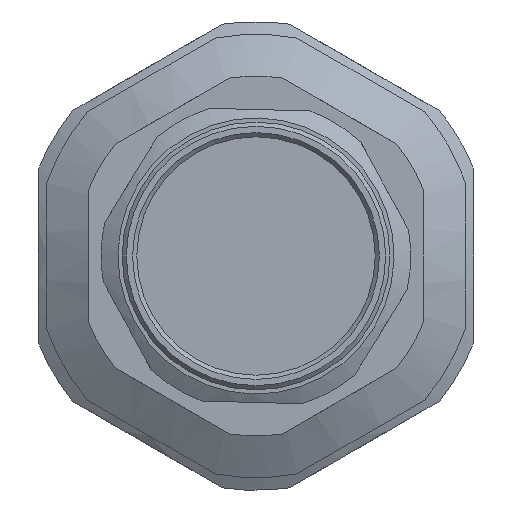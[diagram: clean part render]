
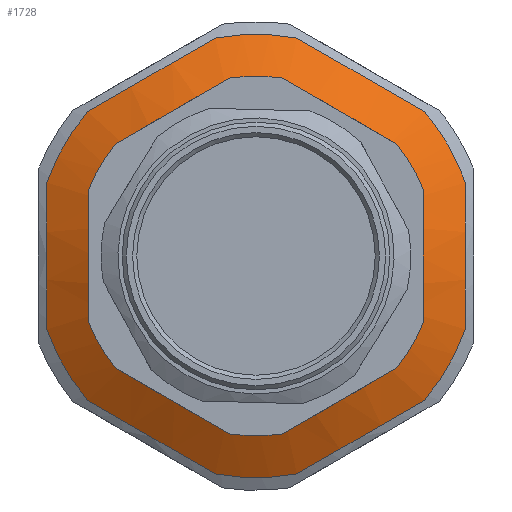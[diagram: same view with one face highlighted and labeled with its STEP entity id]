
A CAD part, left-side view. The second image highlights one B-rep face of the part: STEP entity #1728.
In plain terms, the highlighted conical face has half-angle 60 degrees and reference radius 22.95 mm.
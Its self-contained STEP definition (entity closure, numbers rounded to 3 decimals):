
#71=CONICAL_SURFACE('',#1930,22.95,1.047);
#110=(
BOUNDED_CURVE()
B_SPLINE_CURVE(2,(#3411,#3412,#3413),.UNSPECIFIED.,.F.,.F.)
B_SPLINE_CURVE_WITH_KNOTS((3,3),(0.,1.766),.UNSPECIFIED.)
CURVE()
GEOMETRIC_REPRESENTATION_ITEM()
RATIONAL_B_SPLINE_CURVE((1.,1.06,1.))
REPRESENTATION_ITEM('')
);
#112=(
BOUNDED_CURVE()
B_SPLINE_CURVE(2,(#3424,#3425,#3426),.UNSPECIFIED.,.F.,.F.)
B_SPLINE_CURVE_WITH_KNOTS((3,3),(0.,1.766),.UNSPECIFIED.)
CURVE()
GEOMETRIC_REPRESENTATION_ITEM()
RATIONAL_B_SPLINE_CURVE((1.,1.06,1.))
REPRESENTATION_ITEM('')
);
#114=(
BOUNDED_CURVE()
B_SPLINE_CURVE(2,(#3437,#3438,#3439),.UNSPECIFIED.,.F.,.F.)
B_SPLINE_CURVE_WITH_KNOTS((3,3),(0.,1.766),.UNSPECIFIED.)
CURVE()
GEOMETRIC_REPRESENTATION_ITEM()
RATIONAL_B_SPLINE_CURVE((1.,1.06,1.))
REPRESENTATION_ITEM('')
);
#116=(
BOUNDED_CURVE()
B_SPLINE_CURVE(2,(#3450,#3451,#3452),.UNSPECIFIED.,.F.,.F.)
B_SPLINE_CURVE_WITH_KNOTS((3,3),(0.,1.766),.UNSPECIFIED.)
CURVE()
GEOMETRIC_REPRESENTATION_ITEM()
RATIONAL_B_SPLINE_CURVE((1.,1.06,1.))
REPRESENTATION_ITEM('')
);
#118=(
BOUNDED_CURVE()
B_SPLINE_CURVE(2,(#3463,#3464,#3465),.UNSPECIFIED.,.F.,.F.)
B_SPLINE_CURVE_WITH_KNOTS((3,3),(0.,1.766),.UNSPECIFIED.)
CURVE()
GEOMETRIC_REPRESENTATION_ITEM()
RATIONAL_B_SPLINE_CURVE((1.,1.06,1.))
REPRESENTATION_ITEM('')
);
#120=(
BOUNDED_CURVE()
B_SPLINE_CURVE(2,(#3476,#3477,#3478),.UNSPECIFIED.,.F.,.F.)
B_SPLINE_CURVE_WITH_KNOTS((3,3),(0.,1.766),.UNSPECIFIED.)
CURVE()
GEOMETRIC_REPRESENTATION_ITEM()
RATIONAL_B_SPLINE_CURVE((1.,1.06,1.))
REPRESENTATION_ITEM('')
);
#338=LINE('',#3513,#412);
#412=VECTOR('',#2381,22.95);
#523=FACE_OUTER_BOUND('',#629,.T.);
#629=EDGE_LOOP('',(#1566,#1567,#1568,#1569,#1570,#1571,#1572,#1573,#1574,
#1575,#1576,#1577,#1578,#1579,#1580,#1581));
#723=CIRCLE('',#1920,26.5);
#724=CIRCLE('',#1921,26.5);
#725=CIRCLE('',#1923,26.5);
#726=CIRCLE('',#1925,26.5);
#727=CIRCLE('',#1927,26.5);
#728=CIRCLE('',#1929,26.5);
#729=CIRCLE('',#1931,26.5);
#730=CIRCLE('',#1932,19.4);
#858=VERTEX_POINT('',#3409);
#859=VERTEX_POINT('',#3410);
#862=VERTEX_POINT('',#3422);
#863=VERTEX_POINT('',#3423);
#866=VERTEX_POINT('',#3435);
#867=VERTEX_POINT('',#3436);
#870=VERTEX_POINT('',#3448);
#871=VERTEX_POINT('',#3449);
#874=VERTEX_POINT('',#3461);
#875=VERTEX_POINT('',#3462);
#878=VERTEX_POINT('',#3474);
#879=VERTEX_POINT('',#3475);
#884=VERTEX_POINT('',#3499);
#885=VERTEX_POINT('',#3512);
#1079=EDGE_CURVE('',#858,#859,#110,.T.);
#1083=EDGE_CURVE('',#862,#863,#112,.T.);
#1087=EDGE_CURVE('',#866,#867,#114,.T.);
#1091=EDGE_CURVE('',#870,#871,#116,.T.);
#1095=EDGE_CURVE('',#874,#875,#118,.T.);
#1099=EDGE_CURVE('',#878,#879,#120,.T.);
#1112=EDGE_CURVE('',#858,#884,#723,.T.);
#1113=EDGE_CURVE('',#884,#879,#724,.T.);
#1114=EDGE_CURVE('',#878,#875,#725,.T.);
#1115=EDGE_CURVE('',#874,#871,#726,.T.);
#1116=EDGE_CURVE('',#870,#867,#727,.T.);
#1117=EDGE_CURVE('',#866,#863,#728,.T.);
#1118=EDGE_CURVE('',#862,#859,#729,.T.);
#1119=EDGE_CURVE('',#884,#885,#338,.T.);
#1120=EDGE_CURVE('',#885,#885,#730,.T.);
#1566=ORIENTED_EDGE('',*,*,#1079,.T.);
#1567=ORIENTED_EDGE('',*,*,#1118,.F.);
#1568=ORIENTED_EDGE('',*,*,#1083,.T.);
#1569=ORIENTED_EDGE('',*,*,#1117,.F.);
#1570=ORIENTED_EDGE('',*,*,#1087,.T.);
#1571=ORIENTED_EDGE('',*,*,#1116,.F.);
#1572=ORIENTED_EDGE('',*,*,#1091,.T.);
#1573=ORIENTED_EDGE('',*,*,#1115,.F.);
#1574=ORIENTED_EDGE('',*,*,#1095,.T.);
#1575=ORIENTED_EDGE('',*,*,#1114,.F.);
#1576=ORIENTED_EDGE('',*,*,#1099,.T.);
#1577=ORIENTED_EDGE('',*,*,#1113,.F.);
#1578=ORIENTED_EDGE('',*,*,#1119,.T.);
#1579=ORIENTED_EDGE('',*,*,#1120,.T.);
#1580=ORIENTED_EDGE('',*,*,#1119,.F.);
#1581=ORIENTED_EDGE('',*,*,#1112,.F.);
#1728=ADVANCED_FACE('',(#523),#71,.T.);
#1920=AXIS2_PLACEMENT_3D('',#3500,#2357,#2358);
#1921=AXIS2_PLACEMENT_3D('',#3501,#2359,#2360);
#1923=AXIS2_PLACEMENT_3D('',#3503,#2363,#2364);
#1925=AXIS2_PLACEMENT_3D('',#3505,#2367,#2368);
#1927=AXIS2_PLACEMENT_3D('',#3507,#2371,#2372);
#1929=AXIS2_PLACEMENT_3D('',#3509,#2375,#2376);
#1930=AXIS2_PLACEMENT_3D('',#3510,#2377,#2378);
#1931=AXIS2_PLACEMENT_3D('',#3511,#2379,#2380);
#1932=AXIS2_PLACEMENT_3D('',#3514,#2382,#2383);
#2357=DIRECTION('center_axis',(1.,0.,0.));
#2358=DIRECTION('ref_axis',(0.,-0.5,-0.866));
#2359=DIRECTION('center_axis',(1.,0.,0.));
#2360=DIRECTION('ref_axis',(0.,-0.5,-0.866));
#2363=DIRECTION('center_axis',(1.,0.,0.));
#2364=DIRECTION('ref_axis',(0.,-0.5,-0.866));
#2367=DIRECTION('center_axis',(1.,0.,0.));
#2368=DIRECTION('ref_axis',(0.,-0.5,-0.866));
#2371=DIRECTION('center_axis',(1.,0.,0.));
#2372=DIRECTION('ref_axis',(0.,-0.5,-0.866));
#2375=DIRECTION('center_axis',(1.,0.,0.));
#2376=DIRECTION('ref_axis',(0.,-0.5,-0.866));
#2377=DIRECTION('center_axis',(1.,0.,0.));
#2378=DIRECTION('ref_axis',(0.,0.866,-0.5));
#2379=DIRECTION('center_axis',(1.,0.,0.));
#2380=DIRECTION('ref_axis',(0.,-0.5,-0.866));
#2381=DIRECTION('',(-0.5,0.75,-0.433));
#2382=DIRECTION('center_axis',(1.,0.,0.));
#2383=DIRECTION('ref_axis',(0.,-0.5,-0.866));
#3409=CARTESIAN_POINT('',(15.293,-29.935,20.489));
#3410=CARTESIAN_POINT('',(15.293,-14.712,29.278));
#3411=CARTESIAN_POINT('Ctrl Pts',(15.293,-29.935,20.489));
#3412=CARTESIAN_POINT('Ctrl Pts',(13.61,-22.323,24.884));
#3413=CARTESIAN_POINT('Ctrl Pts',(15.293,-14.712,29.278));
#3422=CARTESIAN_POINT('',(15.293,-4.935,29.278));
#3423=CARTESIAN_POINT('',(15.293,10.288,20.489));
#3424=CARTESIAN_POINT('Ctrl Pts',(15.293,-4.935,29.278));
#3425=CARTESIAN_POINT('Ctrl Pts',(13.61,2.677,24.884));
#3426=CARTESIAN_POINT('Ctrl Pts',(15.293,10.288,20.489));
#3435=CARTESIAN_POINT('',(15.293,15.177,12.022));
#3436=CARTESIAN_POINT('',(15.293,15.177,-5.556));
#3437=CARTESIAN_POINT('Ctrl Pts',(15.293,15.177,12.022));
#3438=CARTESIAN_POINT('Ctrl Pts',(13.61,15.177,3.233));
#3439=CARTESIAN_POINT('Ctrl Pts',(15.293,15.177,-5.556));
#3448=CARTESIAN_POINT('',(15.293,10.288,-14.023));
#3449=CARTESIAN_POINT('',(15.293,-4.935,-22.812));
#3450=CARTESIAN_POINT('Ctrl Pts',(15.293,10.288,-14.023));
#3451=CARTESIAN_POINT('Ctrl Pts',(13.61,2.677,-18.418));
#3452=CARTESIAN_POINT('Ctrl Pts',(15.293,-4.935,-22.812));
#3461=CARTESIAN_POINT('',(15.293,-14.712,-22.812));
#3462=CARTESIAN_POINT('',(15.293,-29.935,-14.023));
#3463=CARTESIAN_POINT('Ctrl Pts',(15.293,-14.712,-22.812));
#3464=CARTESIAN_POINT('Ctrl Pts',(13.61,-22.323,-18.418));
#3465=CARTESIAN_POINT('Ctrl Pts',(15.293,-29.935,-14.023));
#3474=CARTESIAN_POINT('',(15.293,-34.823,-5.556));
#3475=CARTESIAN_POINT('',(15.293,-34.823,12.022));
#3476=CARTESIAN_POINT('Ctrl Pts',(15.293,-34.823,-5.556));
#3477=CARTESIAN_POINT('Ctrl Pts',(13.61,-34.823,3.233));
#3478=CARTESIAN_POINT('Ctrl Pts',(15.293,-34.823,12.022));
#3499=CARTESIAN_POINT('',(15.293,-32.773,16.483));
#3500=CARTESIAN_POINT('Origin',(15.293,-9.823,3.233));
#3501=CARTESIAN_POINT('Origin',(15.293,-9.823,3.233));
#3503=CARTESIAN_POINT('Origin',(15.293,-9.823,3.233));
#3505=CARTESIAN_POINT('Origin',(15.293,-9.823,3.233));
#3507=CARTESIAN_POINT('Origin',(15.293,-9.823,3.233));
#3509=CARTESIAN_POINT('Origin',(15.293,-9.823,3.233));
#3510=CARTESIAN_POINT('Origin',(13.243,-9.823,3.233));
#3511=CARTESIAN_POINT('Origin',(15.293,-9.823,3.233));
#3512=CARTESIAN_POINT('',(11.193,-26.624,12.933));
#3513=CARTESIAN_POINT('',(13.243,-29.699,14.708));
#3514=CARTESIAN_POINT('Origin',(11.193,-9.823,3.233));
